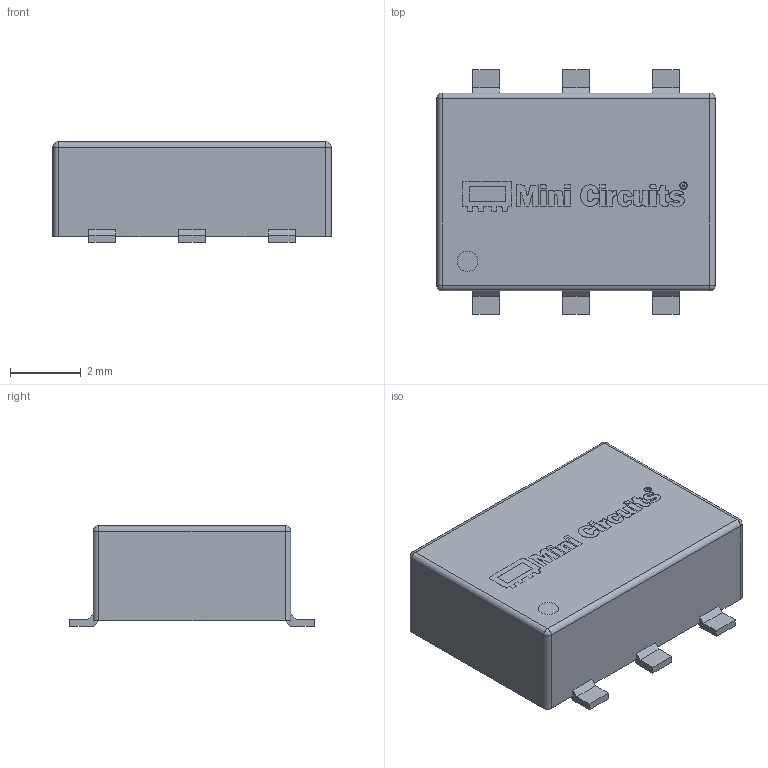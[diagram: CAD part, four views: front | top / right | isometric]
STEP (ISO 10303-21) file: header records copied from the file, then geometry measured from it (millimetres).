
FILE_DESCRIPTION (( 'STEP AP214' ), '1' );
FILE_NAME ('ED9C891F-4958-4454-A661-ADD3167122C1.STEP', '2024-04-27T06:15:10', ( '' ), ( '' ), 'SwSTEP 2.0', 'SolidWorks 2022', '' );
FILE_SCHEMA (( 'AUTOMOTIVE_DESIGN' ));
Length unit declared in the file: millimetre
Products named in the file (1): ED9C891F-4958-4454-A661-ADD3167122C1
Bounding box: 7.87 x 6.91 x 2.84 mm (x, y, z)
Volume: 118.9 mm3; surface area: 171 mm2
Topology: 21 solids, 21 shells, 640 faces, 1797 edges, 1196 vertices
Faces by surface type: cylinder 450, plane 186, sphere 4
Entity records: 28317 total; most frequent: DIRECTION 3977, CARTESIAN_POINT 3630, ORIENTED_EDGE 3586, EDGE_CURVE 1793, AXIS2_PLACEMENT_3D 1543, VERTEX_POINT 1196, CIRCLE 902, VECTOR 891
